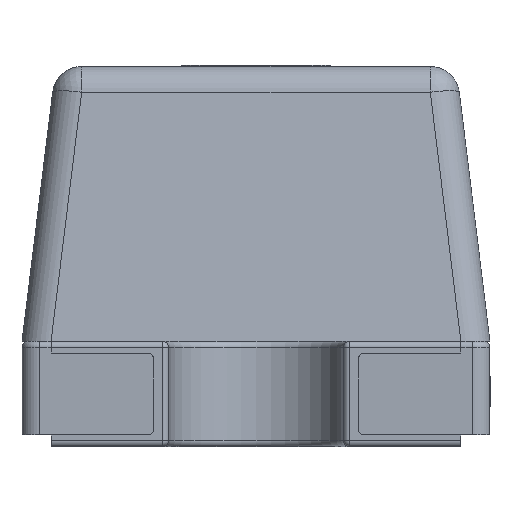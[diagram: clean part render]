
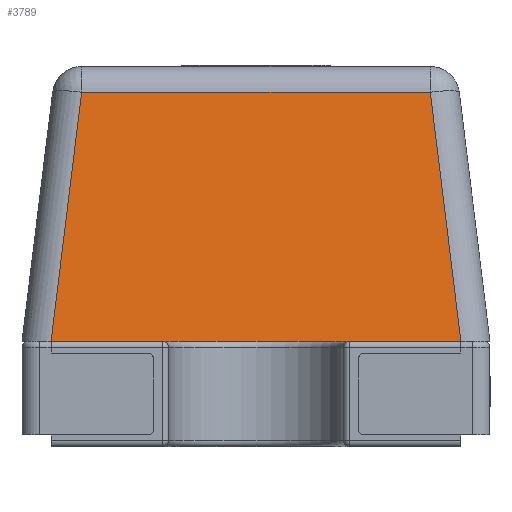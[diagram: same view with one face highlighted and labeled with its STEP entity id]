
A CAD part, left-side view. The second image highlights one B-rep face of the part: STEP entity #3789.
In plain terms, the highlighted planar face has unit normal (-0.993, 0, 0.122).
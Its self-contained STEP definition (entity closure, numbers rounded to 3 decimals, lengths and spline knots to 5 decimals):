
#165=PLANE('',#4080);
#333=FACE_OUTER_BOUND('',#555,.T.);
#555=EDGE_LOOP('',(#2879,#2880,#2881,#2882));
#812=LINE('',#5665,#1220);
#818=LINE('',#5694,#1226);
#825=LINE('',#5715,#1233);
#826=LINE('',#5717,#1234);
#1220=VECTOR('',#4584,0.59611);
#1226=VECTOR('',#4622,0.43247);
#1233=VECTOR('',#4645,0.70075);
#1234=VECTOR('',#4648,0.43247);
#1739=VERTEX_POINT('',#5659);
#1741=VERTEX_POINT('',#5663);
#1748=VERTEX_POINT('',#5692);
#1754=VERTEX_POINT('',#5713);
#2144=EDGE_CURVE('',#1741,#1739,#812,.T.);
#2159=EDGE_CURVE('',#1748,#1741,#818,.T.);
#2169=EDGE_CURVE('',#1748,#1754,#825,.T.);
#2170=EDGE_CURVE('',#1739,#1754,#826,.T.);
#2879=ORIENTED_EDGE('',*,*,#2144,.F.);
#2880=ORIENTED_EDGE('',*,*,#2159,.F.);
#2881=ORIENTED_EDGE('',*,*,#2169,.T.);
#2882=ORIENTED_EDGE('',*,*,#2170,.F.);
#3789=ADVANCED_FACE('',(#333),#165,.T.);
#4080=AXIS2_PLACEMENT_3D('',#5716,#4646,#4647);
#4584=DIRECTION('',(0.,-1.,0.));
#4622=DIRECTION('',(0.121,-0.121,0.985));
#4645=DIRECTION('',(0.,-1.,0.));
#4646=DIRECTION('center_axis',(-0.993,0.,0.122));
#4647=DIRECTION('ref_axis',(0.122,0.,0.993));
#4648=DIRECTION('',(-0.121,-0.121,-0.985));
#5659=CARTESIAN_POINT('',(-0.49768,-0.29805,0.60609));
#5663=CARTESIAN_POINT('',(-0.49768,0.29805,0.60609));
#5665=CARTESIAN_POINT('',(-0.49768,-0.18467,0.60609));
#5692=CARTESIAN_POINT('',(-0.55,0.35037,0.18));
#5694=CARTESIAN_POINT('',(-0.50971,0.31009,0.50811));
#5713=CARTESIAN_POINT('',(-0.55,-0.35037,0.18));
#5715=CARTESIAN_POINT('',(-0.55,-0.36934,0.18));
#5716=CARTESIAN_POINT('Origin',(-0.52115,-0.36934,0.415));
#5717=CARTESIAN_POINT('',(-0.52097,-0.32134,0.41641));
